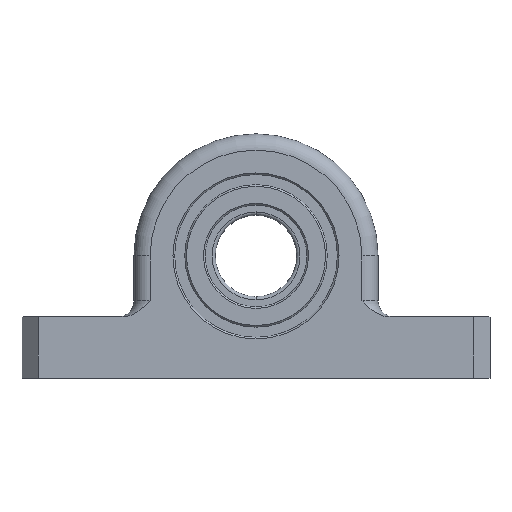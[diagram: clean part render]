
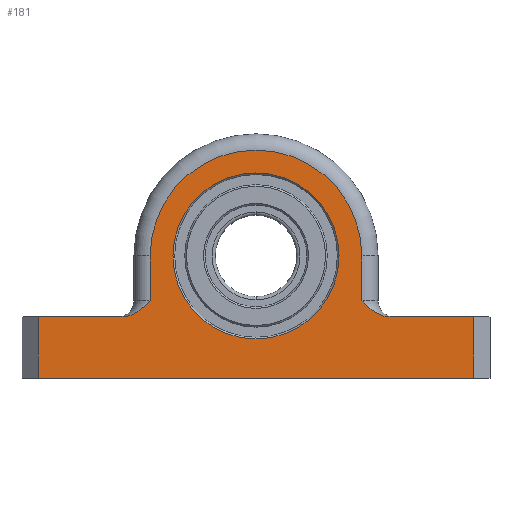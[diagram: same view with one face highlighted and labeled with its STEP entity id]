
A CAD part, top view. The second image highlights one B-rep face of the part: STEP entity #181.
In plain terms, the highlighted planar face has unit normal (0, 0, 1).
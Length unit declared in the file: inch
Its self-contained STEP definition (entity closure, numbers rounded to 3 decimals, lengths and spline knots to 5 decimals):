
#17 = VERTEX_POINT ( 'NONE', #473 ) ;
#19 = EDGE_CURVE ( 'NONE', #17, #108, #530, .T. ) ;
#98 = ORIENTED_EDGE ( 'NONE', *, *, #207, .F. ) ;
#99 = EDGE_CURVE ( 'NONE', #147, #143, #673, .T. ) ;
#108 = VERTEX_POINT ( 'NONE', #713 ) ;
#113 = ORIENTED_EDGE ( 'NONE', *, *, #99, .T. ) ;
#116 = VERTEX_POINT ( 'NONE', #704 ) ;
#117 = ORIENTED_EDGE ( 'NONE', *, *, #122, .T. ) ;
#118 = ORIENTED_EDGE ( 'NONE', *, *, #120, .T. ) ;
#120 = EDGE_CURVE ( 'NONE', #134, #116, #702, .T. ) ;
#122 = EDGE_CURVE ( 'NONE', #116, #148, #695, .T. ) ;
#125 = ORIENTED_EDGE ( 'NONE', *, *, #127, .T. ) ;
#126 = EDGE_CURVE ( 'NONE', #135, #131, #748, .T. ) ;
#127 = EDGE_CURVE ( 'NONE', #131, #134, #747, .T. ) ;
#130 = ORIENTED_EDGE ( 'NONE', *, *, #126, .T. ) ;
#131 = VERTEX_POINT ( 'NONE', #728 ) ;
#134 = VERTEX_POINT ( 'NONE', #726 ) ;
#135 = VERTEX_POINT ( 'NONE', #725 ) ;
#138 = VERTEX_POINT ( 'NONE', #723 ) ;
#143 = VERTEX_POINT ( 'NONE', #778 ) ;
#145 = EDGE_CURVE ( 'NONE', #148, #147, #775, .T. ) ;
#146 = ORIENTED_EDGE ( 'NONE', *, *, #145, .T. ) ;
#147 = VERTEX_POINT ( 'NONE', #774 ) ;
#148 = VERTEX_POINT ( 'NONE', #776 ) ;
#150 = EDGE_CURVE ( 'NONE', #138, #135, #773, .T. ) ;
#151 = ORIENTED_EDGE ( 'NONE', *, *, #150, .T. ) ;
#152 = EDGE_LOOP ( 'NONE', ( #151, #130, #125, #118, #117, #146, #113, #98, #202, #1811 ) ) ;
#154 = ORIENTED_EDGE ( 'NONE', *, *, #157, .T. ) ;
#155 = EDGE_LOOP ( 'NONE', ( #156, #154 ) ) ;
#156 = ORIENTED_EDGE ( 'NONE', *, *, #19, .T. ) ;
#157 = EDGE_CURVE ( 'NONE', #108, #17, #754, .T. ) ;
#181 = ADVANCED_FACE ( 'NONE', ( #829, #828 ), #827, .T. ) ;
#202 = ORIENTED_EDGE ( 'NONE', *, *, #1796, .T. ) ;
#207 = EDGE_CURVE ( 'NONE', #1805, #143, #905, .T. ) ;
#473 = CARTESIAN_POINT ( 'NONE',  ( 0.255, 0., 0.1 ) ) ;
#526 = DIRECTION ( 'NONE',  ( 1., 0., 0. ) ) ;
#527 = DIRECTION ( 'NONE',  ( 0., 0., -1. ) ) ;
#528 = CARTESIAN_POINT ( 'NONE',  ( 0., 0., 0.1 ) ) ;
#529 = AXIS2_PLACEMENT_3D ( 'NONE', #528, #527, #526 ) ;
#530 = CIRCLE ( 'NONE', #529, 0.255 ) ;
#670 = DIRECTION ( 'NONE',  ( -1., 0., 0. ) ) ;
#671 = VECTOR ( 'NONE', #670, 39.37008 ) ;
#672 = CARTESIAN_POINT ( 'NONE',  ( -0.71875, -0.1875, 0.1 ) ) ;
#673 = LINE ( 'NONE', #672, #671 ) ;
#688 = DIRECTION ( 'NONE',  ( 0., -1., 0. ) ) ;
#689 = VECTOR ( 'NONE', #688, 39.37008 ) ;
#690 = CARTESIAN_POINT ( 'NONE',  ( -0.325, -0.1875, 0.1 ) ) ;
#695 = LINE ( 'NONE', #690, #689 ) ;
#698 = DIRECTION ( 'NONE',  ( 1., 0., 0. ) ) ;
#699 = DIRECTION ( 'NONE',  ( 0., 0., 1. ) ) ;
#700 = CARTESIAN_POINT ( 'NONE',  ( 0., 0., 0.1 ) ) ;
#701 = AXIS2_PLACEMENT_3D ( 'NONE', #700, #699, #698 ) ;
#702 = CIRCLE ( 'NONE', #701, 0.325 ) ;
#704 = CARTESIAN_POINT ( 'NONE',  ( -0.325, 0., 0.1 ) ) ;
#713 = CARTESIAN_POINT ( 'NONE',  ( -0.255, 0., 0.1 ) ) ;
#723 = CARTESIAN_POINT ( 'NONE',  ( 0.66875, -0.1875, 0.1 ) ) ;
#725 = CARTESIAN_POINT ( 'NONE',  ( 0.4116, -0.1875, 0.1 ) ) ;
#726 = CARTESIAN_POINT ( 'NONE',  ( 0.325, 0., 0.1 ) ) ;
#728 = CARTESIAN_POINT ( 'NONE',  ( 0.325, -0.1375, 0.1 ) ) ;
#734 = CARTESIAN_POINT ( 'NONE',  ( 0.325, -0.1375, 0.1 ) ) ;
#735 = CARTESIAN_POINT ( 'NONE',  ( 0.33103, -0.14353, 0.1 ) ) ;
#736 = CARTESIAN_POINT ( 'NONE',  ( 0.33713, -0.14963, 0.1 ) ) ;
#737 = CARTESIAN_POINT ( 'NONE',  ( 0.34983, -0.16113, 0.1 ) ) ;
#738 = CARTESIAN_POINT ( 'NONE',  ( 0.35652, -0.16661, 0.1 ) ) ;
#739 = CARTESIAN_POINT ( 'NONE',  ( 0.37075, -0.17607, 0.1 ) ) ;
#740 = CARTESIAN_POINT ( 'NONE',  ( 0.37827, -0.18008, 0.1 ) ) ;
#741 = CARTESIAN_POINT ( 'NONE',  ( 0.39456, -0.18586, 0.1 ) ) ;
#742 = CARTESIAN_POINT ( 'NONE',  ( 0.40294, -0.1875, 0.1 ) ) ;
#743 = CARTESIAN_POINT ( 'NONE',  ( 0.4116, -0.1875, 0.1 ) ) ;
#744 = DIRECTION ( 'NONE',  ( 0., 1., 0. ) ) ;
#745 = VECTOR ( 'NONE', #744, 39.37008 ) ;
#746 = CARTESIAN_POINT ( 'NONE',  ( 0.325, 0., 0.1 ) ) ;
#747 = LINE ( 'NONE', #746, #745 ) ;
#748 = B_SPLINE_CURVE_WITH_KNOTS ( 'NONE', 3,
 ( #743, #742, #741, #740, #739, #738, #737, #736, #735, #734 ),
 .UNSPECIFIED., .F., .F.,
 ( 4, 2, 2, 2, 4 ),
 ( 0., 0.00065, 0.0013, 0.00195, 0.0026 ),
 .UNSPECIFIED. ) ;
#750 = DIRECTION ( 'NONE',  ( 1., 0., 0. ) ) ;
#751 = DIRECTION ( 'NONE',  ( 0., 0., -1. ) ) ;
#752 = CARTESIAN_POINT ( 'NONE',  ( 0., 0., 0.1 ) ) ;
#753 = AXIS2_PLACEMENT_3D ( 'NONE', #752, #751, #750 ) ;
#754 = CIRCLE ( 'NONE', #753, 0.255 ) ;
#760 = DIRECTION ( 'NONE',  ( -1., 0., 0. ) ) ;
#761 = VECTOR ( 'NONE', #760, 39.37008 ) ;
#762 = CARTESIAN_POINT ( 'NONE',  ( -0.4116, -0.1875, 0.1 ) ) ;
#763 = CARTESIAN_POINT ( 'NONE',  ( -0.40294, -0.1875, 0.1 ) ) ;
#764 = CARTESIAN_POINT ( 'NONE',  ( -0.39456, -0.18586, 0.1 ) ) ;
#765 = CARTESIAN_POINT ( 'NONE',  ( -0.37827, -0.18008, 0.1 ) ) ;
#766 = CARTESIAN_POINT ( 'NONE',  ( -0.37075, -0.17607, 0.1 ) ) ;
#767 = CARTESIAN_POINT ( 'NONE',  ( -0.35652, -0.16661, 0.1 ) ) ;
#768 = CARTESIAN_POINT ( 'NONE',  ( -0.34984, -0.16113, 0.1 ) ) ;
#769 = CARTESIAN_POINT ( 'NONE',  ( -0.33713, -0.14963, 0.1 ) ) ;
#770 = CARTESIAN_POINT ( 'NONE',  ( -0.33106, -0.14356, 0.1 ) ) ;
#771 = CARTESIAN_POINT ( 'NONE',  ( -0.325, -0.1375, 0.1 ) ) ;
#772 = CARTESIAN_POINT ( 'NONE',  ( 0.375, -0.1875, 0.1 ) ) ;
#773 = LINE ( 'NONE', #772, #761 ) ;
#774 = CARTESIAN_POINT ( 'NONE',  ( -0.4116, -0.1875, 0.1 ) ) ;
#775 = B_SPLINE_CURVE_WITH_KNOTS ( 'NONE', 3,
 ( #771, #770, #769, #768, #767, #766, #765, #764, #763, #762 ),
 .UNSPECIFIED., .F., .F.,
 ( 4, 2, 2, 2, 4 ),
 ( -0.00001, 0.00065, 0.0013, 0.00195, 0.0026 ),
 .UNSPECIFIED. ) ;
#776 = CARTESIAN_POINT ( 'NONE',  ( -0.325, -0.1375, 0.1 ) ) ;
#778 = CARTESIAN_POINT ( 'NONE',  ( -0.66875, -0.1875, 0.1 ) ) ;
#823 = DIRECTION ( 'NONE',  ( 1., 0., 0. ) ) ;
#824 = DIRECTION ( 'NONE',  ( 0., 0., 1. ) ) ;
#825 = CARTESIAN_POINT ( 'NONE',  ( 0., 0., 0.1 ) ) ;
#826 = AXIS2_PLACEMENT_3D ( 'NONE', #825, #824, #823 ) ;
#827 = PLANE ( 'NONE',  #826 ) ;
#828 = FACE_OUTER_BOUND ( 'NONE', #152, .T. ) ;
#829 = FACE_BOUND ( 'NONE', #155, .T. ) ;
#902 = DIRECTION ( 'NONE',  ( 0., 1., 0. ) ) ;
#903 = VECTOR ( 'NONE', #902, 39.37008 ) ;
#904 = CARTESIAN_POINT ( 'NONE',  ( -0.66875, -0.375, 0.1 ) ) ;
#905 = LINE ( 'NONE', #904, #903 ) ;
#1259 = DIRECTION ( 'NONE',  ( 0., 1., 0. ) ) ;
#1260 = VECTOR ( 'NONE', #1259, 39.37008 ) ;
#1261 = CARTESIAN_POINT ( 'NONE',  ( 0.66875, -0.375, 0.1 ) ) ;
#1262 = LINE ( 'NONE', #1261, #1260 ) ;
#1308 = CARTESIAN_POINT ( 'NONE',  ( 0.66875, -0.375, 0.1 ) ) ;
#1354 = CARTESIAN_POINT ( 'NONE',  ( -0.66875, -0.375, 0.1 ) ) ;
#1368 = DIRECTION ( 'NONE',  ( 1., 0., 0. ) ) ;
#1369 = VECTOR ( 'NONE', #1368, 39.37008 ) ;
#1370 = CARTESIAN_POINT ( 'NONE',  ( 0.71875, -0.375, 0.1 ) ) ;
#1371 = LINE ( 'NONE', #1370, #1369 ) ;
#1755 = EDGE_CURVE ( 'NONE', #1762, #138, #1262, .T. ) ;
#1762 = VERTEX_POINT ( 'NONE', #1308 ) ;
#1796 = EDGE_CURVE ( 'NONE', #1805, #1762, #1371, .T. ) ;
#1805 = VERTEX_POINT ( 'NONE', #1354 ) ;
#1811 = ORIENTED_EDGE ( 'NONE', *, *, #1755, .T. ) ;
